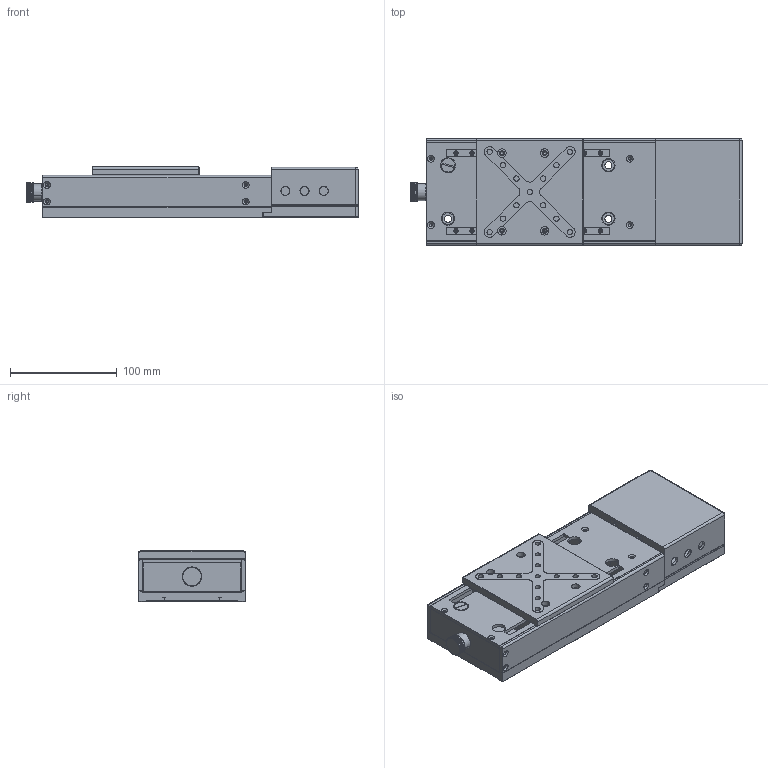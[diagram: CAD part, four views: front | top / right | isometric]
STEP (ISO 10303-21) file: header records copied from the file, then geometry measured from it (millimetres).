
FILE_DESCRIPTION (( 'STEP AP203' ), '1' );
FILE_NAME ('528657.STEP', '2024-09-21T08:11:31', ( '' ), ( '' ), 'SwSTEP 2.0', 'SolidWorks 2020', '' );
FILE_SCHEMA (( 'CONFIG_CONTROL_DESIGN' ));
Length unit declared in the file: millimetre
Products named in the file (1): 528657
Bounding box: 310.5 x 100 x 48 mm (x, y, z)
Volume: 811950.3 mm3; surface area: 298136.9 mm2
Topology: 47 solids, 47 shells, 2432 faces, 6076 edges, 3739 vertices
Faces by surface type: plane 1207, cylinder 856, cone 364, bspline 3, sphere 2
Entity records: 74236 total; most frequent: CARTESIAN_POINT 15591, DIRECTION 12468, ORIENTED_EDGE 11848, EDGE_CURVE 5924, AXIS2_PLACEMENT_3D 4418, VERTEX_POINT 3739, VECTOR 3632, LINE 3632
